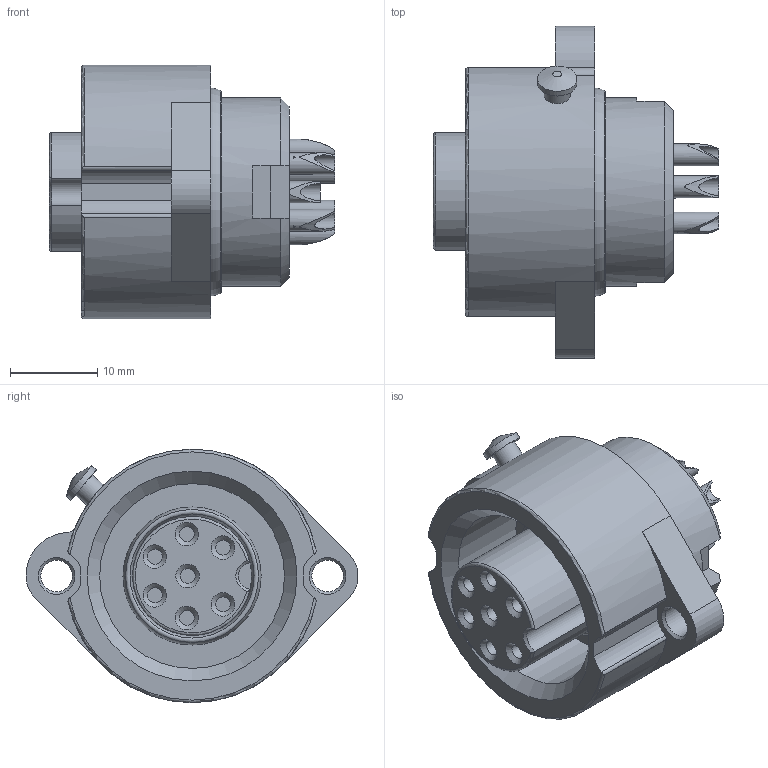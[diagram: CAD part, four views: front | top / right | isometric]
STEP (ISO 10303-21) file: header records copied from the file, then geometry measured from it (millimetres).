
FILE_DESCRIPTION( ( 'STEP AP203' ), '1' );
FILE_NAME( 'C01630G00610012.stp', '2020-01-22T15:24:39', ( '' ), ( '' ), ' ', 'PARTsolutions', ' ' );
FILE_SCHEMA( ( 'CONFIG_CONTROL_DESIGN' ) );
Length unit declared in the file: millimetre
Products named in the file (1): _C01630G00610012
Bounding box: 32.7 x 37.99 x 29 mm (x, y, z)
Volume: 10899.9 mm3; surface area: 6982.8 mm2
Topology: 1 solids, 1 shells, 167 faces, 391 edges, 252 vertices
Faces by surface type: cylinder 72, plane 68, cone 14, torus 13
Full cylindrical faces by diameter (mm): 1.7 x7, 2 x7, 2.5 x7, 3 x1, 3.6 x2, 3.9 x1, 4.5 x1, 13.6 x1, 21.142 x1, 21.6 x2, 25.7 x1
Entity records: 4961 total; most frequent: CARTESIAN_POINT 1298, DIRECTION 781, ORIENTED_EDGE 648, EDGE_CURVE 324, AXIS2_PLACEMENT_3D 322, EDGE_LOOP 251, VERTEX_POINT 239, FACE_OUTER_BOUND 208
